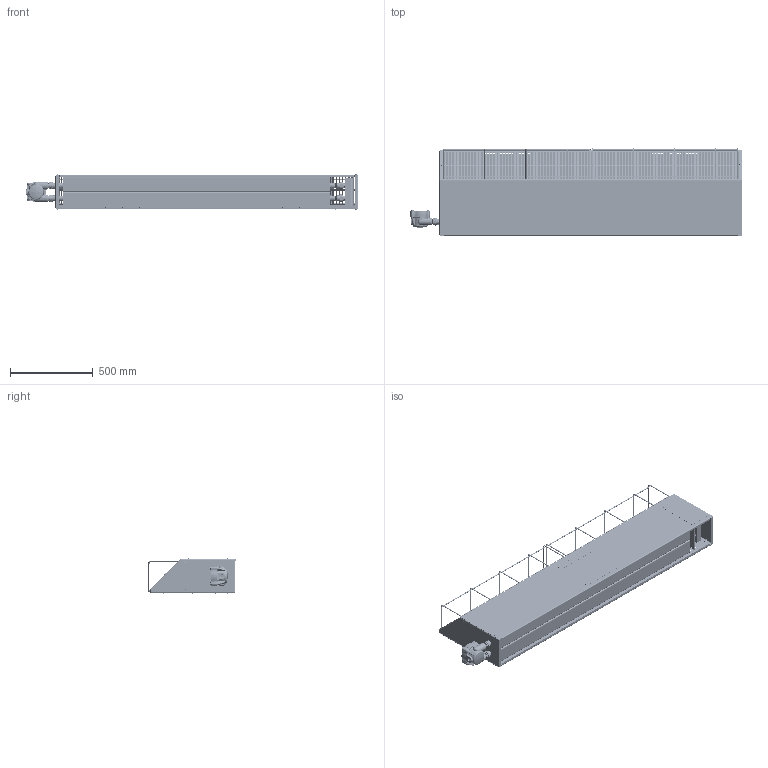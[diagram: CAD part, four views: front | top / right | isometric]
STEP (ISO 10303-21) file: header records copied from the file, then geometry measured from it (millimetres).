
FILE_DESCRIPTION (( 'STEP AP214' ), '1' );
FILE_NAME ('XEC-L Y MOUNT W-BLANK 71.8 w GUARD.STEP', '2021-08-31T20:12:22', ( '' ), ( '' ), 'SwSTEP 2.0', 'SolidWorks 2020', '' );
FILE_SCHEMA (( 'AUTOMOTIVE_DESIGN' ));
Length unit declared in the file: inch
Products named in the file (1): XEC-L Y MOUNT W-BLANK 71.8 w GUARD
Bounding box: 2000.7 x 525.34 x 215.29 mm (x, y, z)
Volume: 47772260.7 mm3; surface area: 7014307.5 mm2
Topology: 88 solids, 88 shells, 9159 faces, 23699 edges, 14974 vertices
Faces by surface type: cylinder 3135, plane 2487, bspline 1453, cone 1183, torus 870, sphere 31
Entity records: 537423 total; most frequent: CARTESIAN_POINT 213444, ORIENTED_EDGE 47326, DIRECTION 37435, EDGE_CURVE 23663, VERTEX_POINT 14974, AXIS2_PLACEMENT_3D 13309, LINE 10817, VECTOR 10817
